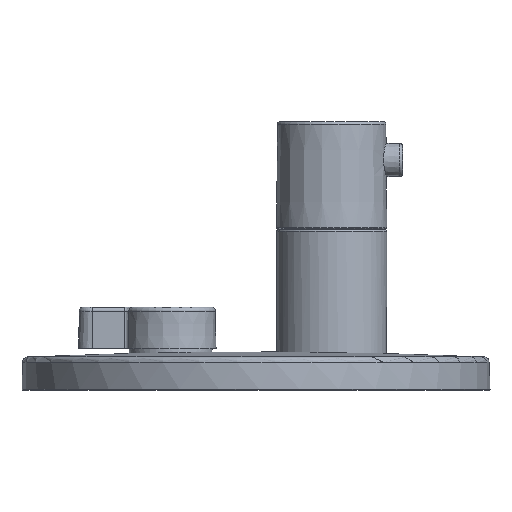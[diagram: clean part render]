
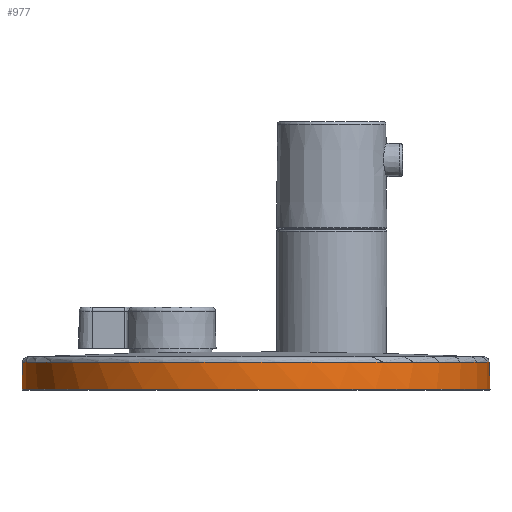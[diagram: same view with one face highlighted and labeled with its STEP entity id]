
A CAD part, left-side view. The second image highlights one B-rep face of the part: STEP entity #977.
In plain terms, the highlighted conical face has half-angle 1.5 degrees and reference radius 84.697 mm.
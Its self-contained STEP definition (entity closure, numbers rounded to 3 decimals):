
#18 = CARTESIAN_POINT ( 'NONE',  ( 40.629, 74.371, 10.24 ) ) ;
#30 = CARTESIAN_POINT ( 'NONE',  ( -40.629, -74.371, 10.24 ) ) ;
#99 = CARTESIAN_POINT ( 'NONE',  ( 85., 0., 0.513 ) ) ;
#213 = VERTEX_POINT ( 'NONE', #30 ) ;
#257 = VERTEX_POINT ( 'NONE', #18 ) ;
#555 = DIRECTION ( 'NONE',  ( 0., 0., -1. ) ) ;
#558 = DIRECTION ( 'NONE',  ( 0.479, 0.878, 0. ) ) ;
#562 = EDGE_LOOP ( 'NONE', ( #1270 ) ) ;
#564 = CARTESIAN_POINT ( 'NONE',  ( 0., 0., 12.103 ) ) ;
#705 = EDGE_CURVE ( 'NONE', #1139, #1139, #1208, .T. ) ;
#775 = EDGE_CURVE ( 'NONE', #257, #213, #1399, .T. ) ;
#864 = EDGE_CURVE ( 'NONE', #213, #257, #1019, .T. ) ;
#891 = EDGE_LOOP ( 'NONE', ( #1324, #1250 ) ) ;
#914 = CARTESIAN_POINT ( 'NONE',  ( 40.629, 74.371, 10.24 ) ) ;
#915 = CARTESIAN_POINT ( 'NONE',  ( 35.761, 77.03, 10.24 ) ) ;
#917 = CARTESIAN_POINT ( 'NONE',  ( 30.632, 79.21, 10.24 ) ) ;
#919 = CARTESIAN_POINT ( 'NONE',  ( 20.047, 82.527, 10.24 ) ) ;
#921 = CARTESIAN_POINT ( 'NONE',  ( 14.59, 83.664, 10.24 ) ) ;
#923 = CARTESIAN_POINT ( 'NONE',  ( 3.561, 84.852, 10.24 ) ) ;
#931 = CARTESIAN_POINT ( 'NONE',  ( -2.012, 84.903, 10.24 ) ) ;
#936 = CARTESIAN_POINT ( 'NONE',  ( -13.061, 83.916, 10.24 ) ) ;
#939 = CARTESIAN_POINT ( 'NONE',  ( -18.537, 82.879, 10.24 ) ) ;
#940 = CARTESIAN_POINT ( 'NONE',  ( -29.181, 79.756, 10.24 ) ) ;
#942 = CARTESIAN_POINT ( 'NONE',  ( -34.35, 77.67, 10.24 ) ) ;
#945 = CARTESIAN_POINT ( 'NONE',  ( -44.18, 72.53, 10.24 ) ) ;
#948 = CARTESIAN_POINT ( 'NONE',  ( -48.842, 69.476, 10.24 ) ) ;
#952 = CARTESIAN_POINT ( 'NONE',  ( -57.481, 62.517, 10.24 ) ) ;
#960 = CARTESIAN_POINT ( 'NONE',  ( -61.458, 58.613, 10.24 ) ) ;
#961 = CARTESIAN_POINT ( 'NONE',  ( -68.573, 50.102, 10.24 ) ) ;
#967 = CARTESIAN_POINT ( 'NONE',  ( -71.712, 45.497, 10.24 ) ) ;
#969 = CARTESIAN_POINT ( 'NONE',  ( -77.03, 35.761, 10.24 ) ) ;
#973 = CARTESIAN_POINT ( 'NONE',  ( -79.21, 30.632, 10.24 ) ) ;
#976 = CARTESIAN_POINT ( 'NONE',  ( -82.527, 20.047, 10.24 ) ) ;
#977 = ADVANCED_FACE ( 'NONE', ( #1293, #1278 ), #1263, .T. ) ;
#980 = CARTESIAN_POINT ( 'NONE',  ( -83.664, 14.59, 10.24 ) ) ;
#981 = CARTESIAN_POINT ( 'NONE',  ( -84.852, 3.561, 10.24 ) ) ;
#982 = CARTESIAN_POINT ( 'NONE',  ( -84.903, -2.012, 10.24 ) ) ;
#985 = CARTESIAN_POINT ( 'NONE',  ( -83.916, -13.061, 10.24 ) ) ;
#986 = CARTESIAN_POINT ( 'NONE',  ( -82.879, -18.537, 10.24 ) ) ;
#990 = CARTESIAN_POINT ( 'NONE',  ( -79.756, -29.181, 10.24 ) ) ;
#994 = CARTESIAN_POINT ( 'NONE',  ( -77.67, -34.35, 10.24 ) ) ;
#1010 = CARTESIAN_POINT ( 'NONE',  ( -72.53, -44.18, 10.24 ) ) ;
#1015 = CARTESIAN_POINT ( 'NONE',  ( -69.476, -48.842, 10.24 ) ) ;
#1019 = B_SPLINE_CURVE_WITH_KNOTS ( 'NONE', 3,
 ( #1034, #1057, #1028, #1026, #1024, #1015, #1010, #994, #990, #986, #985, #982, #981, #980, #976, #973, #969, #967, #961, #960, #952, #948, #945, #942, #940, #939, #936, #931, #923, #921, #919, #917, #915, #914 ),
 .UNSPECIFIED., .F., .F.,
 ( 4, 2, 2, 2, 2, 2, 2, 2, 2, 2, 2, 2, 2, 2, 2, 2, 4 ),
 ( 0., 0.063, 0.125, 0.188, 0.25, 0.313, 0.375, 0.438, 0.5, 0.563, 0.625, 0.688, 0.75, 0.813, 0.875, 0.938, 1. ),
 .UNSPECIFIED. ) ;
#1024 = CARTESIAN_POINT ( 'NONE',  ( -62.517, -57.481, 10.24 ) ) ;
#1026 = CARTESIAN_POINT ( 'NONE',  ( -58.613, -61.458, 10.24 ) ) ;
#1028 = CARTESIAN_POINT ( 'NONE',  ( -50.102, -68.573, 10.24 ) ) ;
#1034 = CARTESIAN_POINT ( 'NONE',  ( -40.629, -74.371, 10.24 ) ) ;
#1057 = CARTESIAN_POINT ( 'NONE',  ( -45.497, -71.712, 10.24 ) ) ;
#1059 = DIRECTION ( 'NONE',  ( 1., 0., 0. ) ) ;
#1062 = DIRECTION ( 'NONE',  ( 0., 0., -1. ) ) ;
#1065 = CARTESIAN_POINT ( 'NONE',  ( 0., 0., 10.24 ) ) ;
#1085 = DIRECTION ( 'NONE',  ( 1., 0., 0. ) ) ;
#1090 = DIRECTION ( 'NONE',  ( 0., 0., -1. ) ) ;
#1092 = CARTESIAN_POINT ( 'NONE',  ( 0., 0., 0.513 ) ) ;
#1139 = VERTEX_POINT ( 'NONE', #99 ) ;
#1146 = AXIS2_PLACEMENT_3D ( 'NONE', #1092, #1090, #1085 ) ;
#1208 = CIRCLE ( 'NONE', #1146, 85. ) ;
#1236 = AXIS2_PLACEMENT_3D ( 'NONE', #1065, #1062, #1059 ) ;
#1250 = ORIENTED_EDGE ( 'NONE', *, *, #864, .T. ) ;
#1263 = CONICAL_SURFACE ( 'NONE', #1355, 84.696, 0.026 ) ;
#1270 = ORIENTED_EDGE ( 'NONE', *, *, #705, .F. ) ;
#1278 = FACE_BOUND ( 'NONE', #891, .T. ) ;
#1293 = FACE_OUTER_BOUND ( 'NONE', #562, .T. ) ;
#1324 = ORIENTED_EDGE ( 'NONE', *, *, #775, .T. ) ;
#1355 = AXIS2_PLACEMENT_3D ( 'NONE', #564, #555, #558 ) ;
#1399 = CIRCLE ( 'NONE', #1236, 84.745 ) ;
